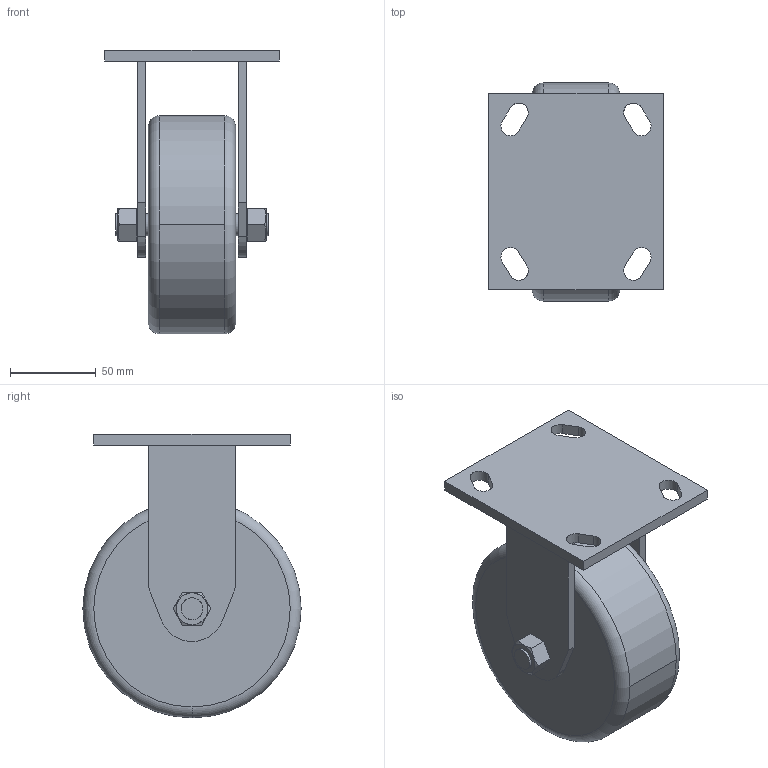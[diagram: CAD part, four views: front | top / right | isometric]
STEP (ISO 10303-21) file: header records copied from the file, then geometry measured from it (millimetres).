
FILE_DESCRIPTION((''),'2;1');
FILE_NAME('13CA8107.stp','2015-07-14T15:55:16',(''),(''),'Mechanical Desktop 2011','Mechanical Desktop 2011',', , ');
FILE_SCHEMA(('AUTOMOTIVE_DESIGN { 1 2 10303 214 1 1 1 1 }'));
Length unit declared in the file: inch
Products named in the file (1): Product
Bounding box: 101.6 x 127 x 165.1 mm (x, y, z)
Volume: 636760.1 mm3; surface area: 96439.3 mm2
Topology: 1 solids, 1 shells, 79 faces, 362 edges, 356 vertices
Faces by surface type: bspline 71, torus 4, cylinder 2, plane 2
Entity records: 4776 total; most frequent: CARTESIAN_POINT 2962, QUASI_UNIFORM_CURVE 512, PCURVE 342, COMPOSITE_CURVE_SEGMENT 342, STYLED_ITEM 72, OUTER_BOUNDARY_CURVE 71, CURVE_BOUNDED_SURFACE 71, B_SPLINE_CURVE_WITH_KNOTS 62
